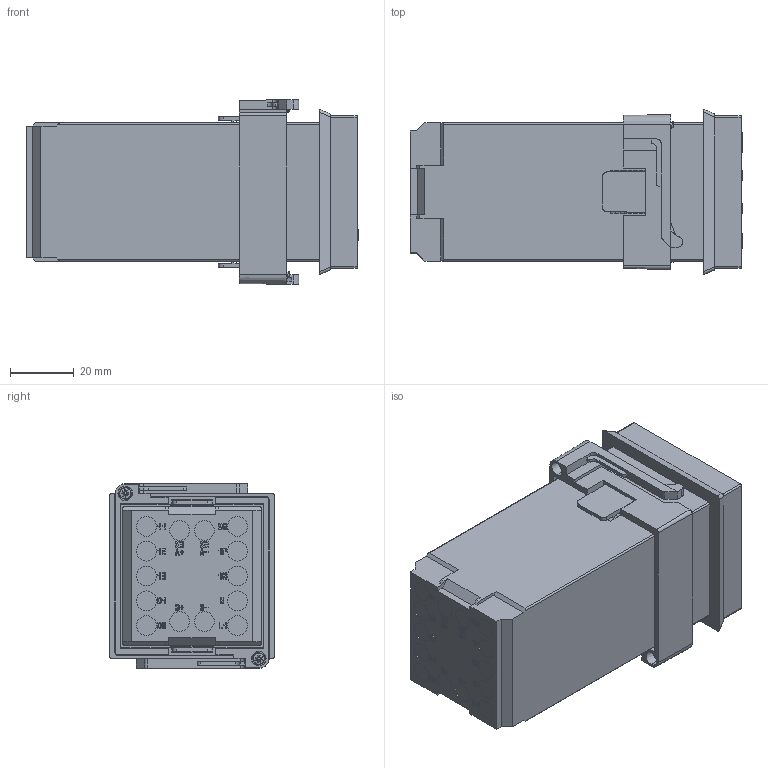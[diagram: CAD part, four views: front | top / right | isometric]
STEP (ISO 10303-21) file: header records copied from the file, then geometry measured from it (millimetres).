
FILE_DESCRIPTION(('CATIA V5 STEP Exchange'),'2;1');
FILE_NAME('RWF50 Volumenkoerper.stp','2011-10-28T06:07:59+00:00',('none'),('none'),'CATIA Version 5 Release 18 SP 6 (IN-10)','CATIA V5 STEP AP214','none');
FILE_SCHEMA(('AUTOMOTIVE_DESIGN { 1 0 10303 214 1 1 1 1 }'));
Length unit declared in the file: millimetre
Products named in the file (5): RWF50; RWF 50; Schalttafelbefestigung grau; Schraube 2,2x12 EJOT PT; Schalttafeldichtung grau
Assembly tree (5 placements, depth 2):
  RWF50
    RWF 50
    Schalttafelbefestigung grau
    Schraube 2,2x12 EJOT PT  x2
    Schalttafeldichtung grau
Bounding box: 104.41 x 52 x 58 mm (x, y, z)
Volume: 207167 mm3; surface area: 38486.7 mm2
Topology: 44 solids, 44 shells, 1545 faces, 4040 edges, 2632 vertices
Faces by surface type: plane 853, cylinder 313, extrusion 185, bspline 138, torus 32, cone 20, sphere 4
Entity records: 44265 total; most frequent: CARTESIAN_POINT 12261, ORIENTED_EDGE 7394, DIRECTION 4638, EDGE_CURVE 3697, VECTOR 2502, VERTEX_POINT 2417, LINE 2317, EDGE_LOOP 1494
